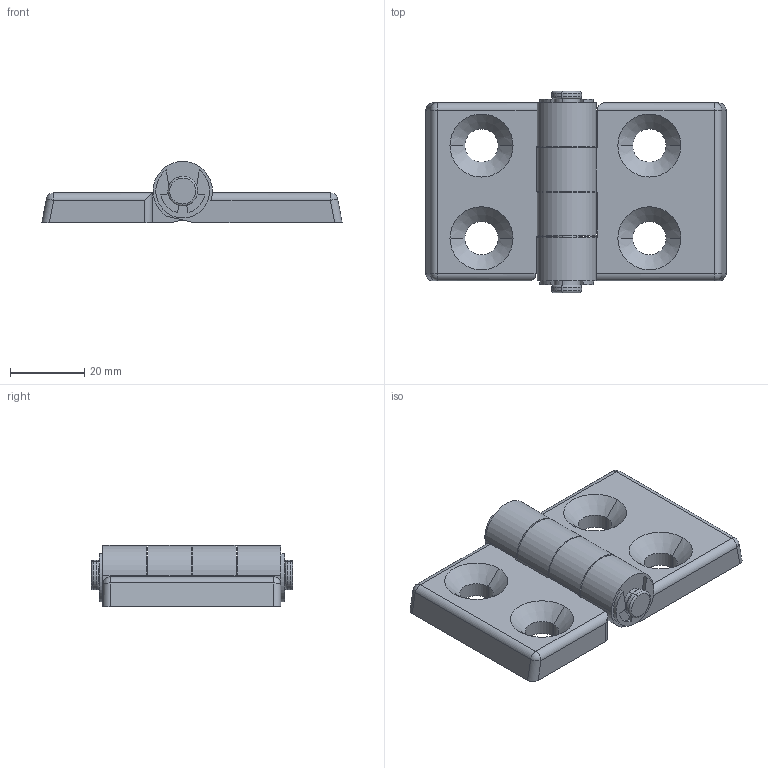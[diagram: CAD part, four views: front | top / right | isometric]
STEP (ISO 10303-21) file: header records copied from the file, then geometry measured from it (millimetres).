
FILE_DESCRIPTION (( 'STEP AP214' ), '1' );
FILE_NAME ('T36 Ïåòëÿ ïëàñòèêîâàÿ 40x45.STEP', '2019-05-23T09:28:54', ( 'Windows User' ), ( '' ), 'SwSTEP 2.0', 'SolidWorks 2018', '' );
FILE_SCHEMA (( 'AUTOMOTIVE_DESIGN' ));
Length unit declared in the file: millimetre
Products named in the file (5): T36 Ïåòëÿ ïëàñòèêîâàÿ 40x45 — êîïèÿ_00; T36 Ïåòëÿ ïëàñòèêîâàÿ 40x45_00; T36 Ïåòëÿ ïëàñòèêîâàÿ 40x45; T36 Ïåòëÿ ïëàñòèêîâàÿ 40x45(Ïàëåö)_00; T36 Ïåòëÿ ïëàñòèêîâàÿ 40x45(Êîëüöî)_00
Assembly tree (5 placements, depth 2):
  T36 Ïåòëÿ ïëàñòèêîâàÿ 40x45
    T36 Ïåòëÿ ïëàñòèêîâàÿ 40x45_00
    T36 Ïåòëÿ ïëàñòèêîâàÿ 40x45(Ïàëåö)_00
    T36 Ïåòëÿ ïëàñòèêîâàÿ 40x45 — êîïèÿ_00
    T36 Ïåòëÿ ïëàñòèêîâàÿ 40x45(Êîëüöî)_00  x2
Bounding box: 80.97 x 54.25 x 16.5 mm (x, y, z)
Volume: 30141.9 mm3; surface area: 15292.7 mm2
Topology: 5 solids, 5 shells, 202 faces, 522 edges, 334 vertices
Faces by surface type: plane 102, cylinder 80, cone 8, torus 8, sphere 4
Entity records: 5917 total; most frequent: CARTESIAN_POINT 1026, DIRECTION 1017, ORIENTED_EDGE 958, EDGE_CURVE 479, AXIS2_PLACEMENT_3D 351, VECTOR 315, LINE 315, VERTEX_POINT 308
